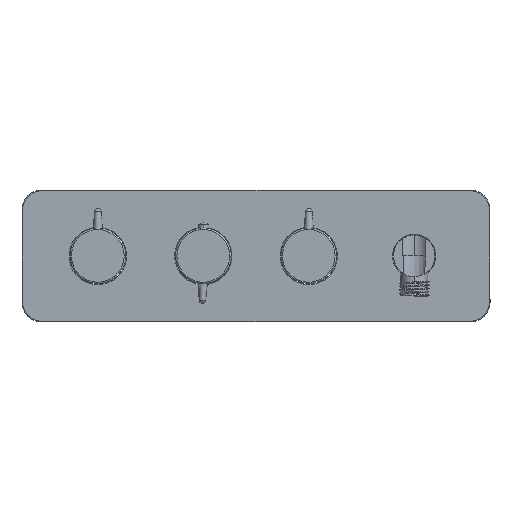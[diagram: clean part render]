
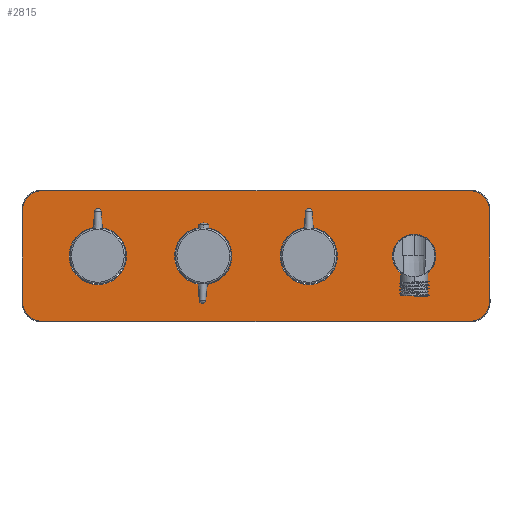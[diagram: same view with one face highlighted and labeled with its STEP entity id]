
A CAD part, top view. The second image highlights one B-rep face of the part: STEP entity #2815.
In plain terms, the highlighted face is planar.
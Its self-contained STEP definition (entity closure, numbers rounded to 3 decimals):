
#15 = CARTESIAN_POINT ( 'NONE',  ( 177., 10., 35. ) ) ;
#119 = VERTEX_POINT ( 'NONE', #7028 ) ;
#158 = DIRECTION ( 'NONE',  ( 0., 0., -1. ) ) ;
#205 = EDGE_CURVE ( 'NONE', #2310, #4614, #5410, .T. ) ;
#259 = DIRECTION ( 'NONE',  ( 0., -1., 0. ) ) ;
#271 = EDGE_CURVE ( 'NONE', #7012, #1474, #5638, .T. ) ;
#273 = DIRECTION ( 'NONE',  ( -1., 0., 0. ) ) ;
#286 = CARTESIAN_POINT ( 'NONE',  ( 177., 10., -35. ) ) ;
#288 = DIRECTION ( 'NONE',  ( 0., 0., 1. ) ) ;
#328 = EDGE_LOOP ( 'NONE', ( #752, #2808 ) ) ;
#336 = DIRECTION ( 'NONE',  ( 0., -1., 0. ) ) ;
#342 = DIRECTION ( 'NONE',  ( 0., -1., 0. ) ) ;
#358 = CARTESIAN_POINT ( 'NONE',  ( -40., 10., 0. ) ) ;
#662 = DIRECTION ( 'NONE',  ( 0., 1., 0. ) ) ;
#692 = CARTESIAN_POINT ( 'NONE',  ( -162.5, 10., 49.5 ) ) ;
#693 = CARTESIAN_POINT ( 'NONE',  ( 162.5, 10., 35. ) ) ;
#751 = EDGE_LOOP ( 'NONE', ( #4865, #1309 ) ) ;
#752 = ORIENTED_EDGE ( 'NONE', *, *, #4190, .T. ) ;
#756 = VECTOR ( 'NONE', #3986, 1000. ) ;
#793 = FACE_BOUND ( 'NONE', #2994, .T. ) ;
#861 = ORIENTED_EDGE ( 'NONE', *, *, #205, .T. ) ;
#867 = DIRECTION ( 'NONE',  ( 0., 0., -1. ) ) ;
#891 = CARTESIAN_POINT ( 'NONE',  ( 162.5, 10., -49.5 ) ) ;
#902 = EDGE_LOOP ( 'NONE', ( #1992, #4031 ) ) ;
#930 = DIRECTION ( 'NONE',  ( 0., 0., -1. ) ) ;
#947 = CARTESIAN_POINT ( 'NONE',  ( -120., 10., 0. ) ) ;
#984 = CARTESIAN_POINT ( 'NONE',  ( -120., 10., 0. ) ) ;
#1056 = CIRCLE ( 'NONE', #6385, 21.75 ) ;
#1070 = EDGE_CURVE ( 'NONE', #6387, #2310, #6408, .T. ) ;
#1152 = ORIENTED_EDGE ( 'NONE', *, *, #1757, .T. ) ;
#1210 = DIRECTION ( 'NONE',  ( 0., -1., 0. ) ) ;
#1213 = AXIS2_PLACEMENT_3D ( 'NONE', #4765, #5929, #3198 ) ;
#1309 = ORIENTED_EDGE ( 'NONE', *, *, #1970, .T. ) ;
#1341 = EDGE_CURVE ( 'NONE', #2877, #4750, #4779, .T. ) ;
#1356 = CIRCLE ( 'NONE', #5420, 14.5 ) ;
#1454 = DIRECTION ( 'NONE',  ( 0., 0., -1. ) ) ;
#1474 = VERTEX_POINT ( 'NONE', #2490 ) ;
#1486 = ORIENTED_EDGE ( 'NONE', *, *, #2690, .T. ) ;
#1491 = FACE_BOUND ( 'NONE', #902, .T. ) ;
#1579 = AXIS2_PLACEMENT_3D ( 'NONE', #947, #336, #3622 ) ;
#1581 = EDGE_CURVE ( 'NONE', #6397, #5179, #5753, .T. ) ;
#1589 = AXIS2_PLACEMENT_3D ( 'NONE', #6014, #1618, #1652 ) ;
#1611 = CARTESIAN_POINT ( 'NONE',  ( -120., 10., -16.5 ) ) ;
#1618 = DIRECTION ( 'NONE',  ( 0., 1., 0. ) ) ;
#1652 = DIRECTION ( 'NONE',  ( 0., 0., -1. ) ) ;
#1687 = DIRECTION ( 'NONE',  ( 0., 0., -1. ) ) ;
#1757 = EDGE_CURVE ( 'NONE', #3745, #2877, #1356, .T. ) ;
#1838 = CARTESIAN_POINT ( 'NONE',  ( -177., 10., -35. ) ) ;
#1958 = CARTESIAN_POINT ( 'NONE',  ( 120., 10., 0. ) ) ;
#1970 = EDGE_CURVE ( 'NONE', #4380, #4672, #2829, .T. ) ;
#1992 = ORIENTED_EDGE ( 'NONE', *, *, #271, .T. ) ;
#2117 = CIRCLE ( 'NONE', #6170, 21.75 ) ;
#2136 = CARTESIAN_POINT ( 'NONE',  ( -40., 10., 0. ) ) ;
#2166 = CARTESIAN_POINT ( 'NONE',  ( 120., 10., -21.75 ) ) ;
#2209 = EDGE_CURVE ( 'NONE', #4614, #6397, #6349, .T. ) ;
#2310 = VERTEX_POINT ( 'NONE', #4862 ) ;
#2472 = DIRECTION ( 'NONE',  ( 0., 1., 0. ) ) ;
#2477 = CARTESIAN_POINT ( 'NONE',  ( 40., 10., 0. ) ) ;
#2490 = CARTESIAN_POINT ( 'NONE',  ( -40., 10., 21.75 ) ) ;
#2496 = CARTESIAN_POINT ( 'NONE',  ( -177., 10., 35. ) ) ;
#2547 = DIRECTION ( 'NONE',  ( 0., 0., -1. ) ) ;
#2595 = EDGE_CURVE ( 'NONE', #7123, #3231, #4348, .T. ) ;
#2627 = ORIENTED_EDGE ( 'NONE', *, *, #2209, .T. ) ;
#2635 = CARTESIAN_POINT ( 'NONE',  ( -177., 10., 35. ) ) ;
#2690 = EDGE_CURVE ( 'NONE', #3231, #7123, #5733, .T. ) ;
#2747 = VECTOR ( 'NONE', #273, 1000. ) ;
#2753 = DIRECTION ( 'NONE',  ( 0., 0., -1. ) ) ;
#2794 = DIRECTION ( 'NONE',  ( 0., 0., -1. ) ) ;
#2808 = ORIENTED_EDGE ( 'NONE', *, *, #4428, .T. ) ;
#2815 = ADVANCED_FACE ( 'NONE', ( #6894, #793, #5844, #4249, #1491 ), #4754, .F. ) ;
#2829 = CIRCLE ( 'NONE', #5975, 21.75 ) ;
#2877 = VERTEX_POINT ( 'NONE', #15 ) ;
#2937 = ORIENTED_EDGE ( 'NONE', *, *, #3508, .T. ) ;
#2994 = EDGE_LOOP ( 'NONE', ( #5809, #1486 ) ) ;
#3015 = CARTESIAN_POINT ( 'NONE',  ( -162.5, 10., -49.5 ) ) ;
#3087 = AXIS2_PLACEMENT_3D ( 'NONE', #2136, #1210, #1687 ) ;
#3198 = DIRECTION ( 'NONE',  ( 0., 0., -1. ) ) ;
#3231 = VERTEX_POINT ( 'NONE', #6672 ) ;
#3508 = EDGE_CURVE ( 'NONE', #4750, #6387, #5277, .T. ) ;
#3551 = AXIS2_PLACEMENT_3D ( 'NONE', #5049, #662, #2794 ) ;
#3622 = DIRECTION ( 'NONE',  ( 0., 0., -1. ) ) ;
#3626 = EDGE_LOOP ( 'NONE', ( #861, #2627, #3966, #6901, #1152, #4847, #2937, #5723 ) ) ;
#3745 = VERTEX_POINT ( 'NONE', #5092 ) ;
#3761 = VECTOR ( 'NONE', #288, 1000. ) ;
#3966 = ORIENTED_EDGE ( 'NONE', *, *, #1581, .T. ) ;
#3986 = DIRECTION ( 'NONE',  ( 1., 0., 0. ) ) ;
#3994 = AXIS2_PLACEMENT_3D ( 'NONE', #6970, #4210, #1454 ) ;
#4031 = ORIENTED_EDGE ( 'NONE', *, *, #6900, .T. ) ;
#4043 = EDGE_CURVE ( 'NONE', #5179, #3745, #6859, .T. ) ;
#4190 = EDGE_CURVE ( 'NONE', #5199, #119, #4699, .T. ) ;
#4210 = DIRECTION ( 'NONE',  ( 0., -1., 0. ) ) ;
#4249 = FACE_BOUND ( 'NONE', #751, .T. ) ;
#4274 = CARTESIAN_POINT ( 'NONE',  ( 162.5, 10., -35. ) ) ;
#4348 = CIRCLE ( 'NONE', #1213, 21.75 ) ;
#4356 = CARTESIAN_POINT ( 'NONE',  ( 40., 10., 21.75 ) ) ;
#4380 = VERTEX_POINT ( 'NONE', #4356 ) ;
#4425 = DIRECTION ( 'NONE',  ( 0., 0., -1. ) ) ;
#4428 = EDGE_CURVE ( 'NONE', #119, #5199, #6421, .T. ) ;
#4614 = VERTEX_POINT ( 'NONE', #1838 ) ;
#4672 = VERTEX_POINT ( 'NONE', #6746 ) ;
#4699 = CIRCLE ( 'NONE', #1579, 16.5 ) ;
#4750 = VERTEX_POINT ( 'NONE', #286 ) ;
#4754 = PLANE ( 'NONE',  #3994 ) ;
#4765 = CARTESIAN_POINT ( 'NONE',  ( 120., 10., 0. ) ) ;
#4779 = LINE ( 'NONE', #5750, #6344 ) ;
#4847 = ORIENTED_EDGE ( 'NONE', *, *, #1341, .T. ) ;
#4862 = CARTESIAN_POINT ( 'NONE',  ( -162.5, 10., -49.5 ) ) ;
#4865 = ORIENTED_EDGE ( 'NONE', *, *, #6683, .T. ) ;
#4906 = DIRECTION ( 'NONE',  ( 0., -1., 0. ) ) ;
#4930 = DIRECTION ( 'NONE',  ( 0., 1., 0. ) ) ;
#4947 = AXIS2_PLACEMENT_3D ( 'NONE', #4274, #4930, #7069 ) ;
#4974 = CARTESIAN_POINT ( 'NONE',  ( 40., 10., 0. ) ) ;
#5049 = CARTESIAN_POINT ( 'NONE',  ( -162.5, 10., 35. ) ) ;
#5092 = CARTESIAN_POINT ( 'NONE',  ( 162.5, 10., 49.5 ) ) ;
#5153 = AXIS2_PLACEMENT_3D ( 'NONE', #1958, #259, #867 ) ;
#5179 = VERTEX_POINT ( 'NONE', #6591 ) ;
#5199 = VERTEX_POINT ( 'NONE', #1611 ) ;
#5277 = CIRCLE ( 'NONE', #4947, 14.5 ) ;
#5394 = DIRECTION ( 'NONE',  ( 0., -1., 0. ) ) ;
#5410 = CIRCLE ( 'NONE', #1589, 14.5 ) ;
#5420 = AXIS2_PLACEMENT_3D ( 'NONE', #693, #2472, #158 ) ;
#5551 = DIRECTION ( 'NONE',  ( 0., -1., 0. ) ) ;
#5638 = CIRCLE ( 'NONE', #3087, 21.75 ) ;
#5723 = ORIENTED_EDGE ( 'NONE', *, *, #1070, .T. ) ;
#5733 = CIRCLE ( 'NONE', #5153, 21.75 ) ;
#5750 = CARTESIAN_POINT ( 'NONE',  ( 177., 10., 35. ) ) ;
#5753 = CIRCLE ( 'NONE', #3551, 14.5 ) ;
#5809 = ORIENTED_EDGE ( 'NONE', *, *, #2595, .T. ) ;
#5844 = FACE_OUTER_BOUND ( 'NONE', #3626, .T. ) ;
#5867 = DIRECTION ( 'NONE',  ( 0., 0., -1. ) ) ;
#5929 = DIRECTION ( 'NONE',  ( 0., -1., 0. ) ) ;
#5975 = AXIS2_PLACEMENT_3D ( 'NONE', #4974, #5551, #4425 ) ;
#6014 = CARTESIAN_POINT ( 'NONE',  ( -162.5, 10., -35. ) ) ;
#6170 = AXIS2_PLACEMENT_3D ( 'NONE', #2477, #342, #2547 ) ;
#6344 = VECTOR ( 'NONE', #5867, 1000. ) ;
#6349 = LINE ( 'NONE', #2496, #3761 ) ;
#6385 = AXIS2_PLACEMENT_3D ( 'NONE', #358, #5394, #930 ) ;
#6387 = VERTEX_POINT ( 'NONE', #891 ) ;
#6397 = VERTEX_POINT ( 'NONE', #2635 ) ;
#6407 = CARTESIAN_POINT ( 'NONE',  ( -40., 10., -21.75 ) ) ;
#6408 = LINE ( 'NONE', #3015, #2747 ) ;
#6421 = CIRCLE ( 'NONE', #7114, 16.5 ) ;
#6591 = CARTESIAN_POINT ( 'NONE',  ( -162.5, 10., 49.5 ) ) ;
#6672 = CARTESIAN_POINT ( 'NONE',  ( 120., 10., 21.75 ) ) ;
#6683 = EDGE_CURVE ( 'NONE', #4672, #4380, #2117, .T. ) ;
#6746 = CARTESIAN_POINT ( 'NONE',  ( 40., 10., -21.75 ) ) ;
#6859 = LINE ( 'NONE', #692, #756 ) ;
#6894 = FACE_BOUND ( 'NONE', #328, .T. ) ;
#6900 = EDGE_CURVE ( 'NONE', #1474, #7012, #1056, .T. ) ;
#6901 = ORIENTED_EDGE ( 'NONE', *, *, #4043, .T. ) ;
#6970 = CARTESIAN_POINT ( 'NONE',  ( -162.5, 10., 35. ) ) ;
#7012 = VERTEX_POINT ( 'NONE', #6407 ) ;
#7028 = CARTESIAN_POINT ( 'NONE',  ( -120., 10., 16.5 ) ) ;
#7069 = DIRECTION ( 'NONE',  ( 0., 0., -1. ) ) ;
#7114 = AXIS2_PLACEMENT_3D ( 'NONE', #984, #4906, #2753 ) ;
#7123 = VERTEX_POINT ( 'NONE', #2166 ) ;
